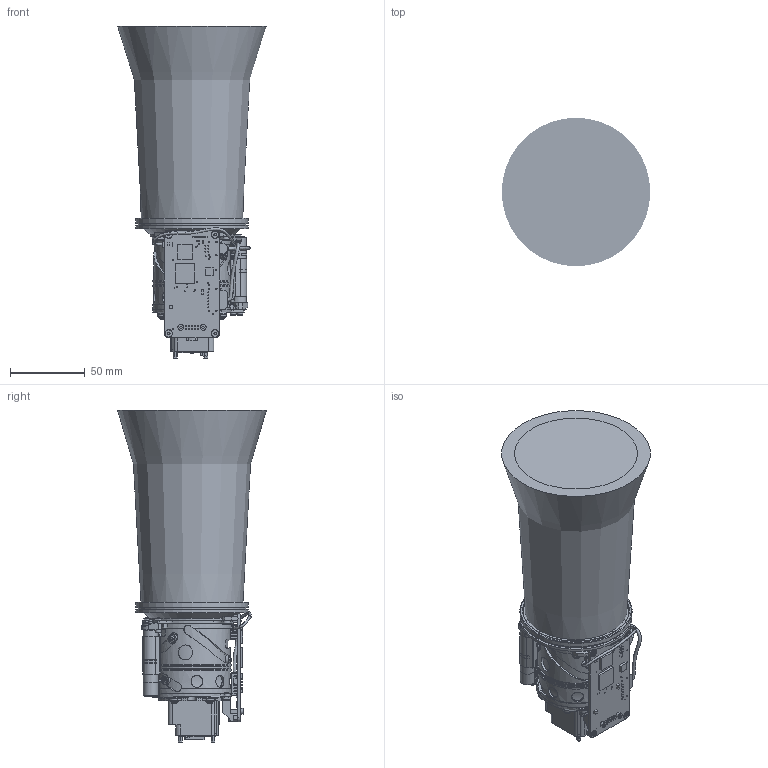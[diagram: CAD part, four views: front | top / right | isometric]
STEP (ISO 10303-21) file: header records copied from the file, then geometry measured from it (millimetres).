
FILE_DESCRIPTION (( 'STEP AP214' ), '1' );
FILE_NAME ('20-70042 Mechanical ICD, Vinden 75T Core RevA.STEP', '2024-10-15T17:49:14', ( '' ), ( '' ), 'SwSTEP 2.0', 'SolidWorks 2023', '' );
FILE_SCHEMA (( 'AUTOMOTIVE_DESIGN' ));
Length unit declared in the file: millimetre
Products named in the file (1): 20-70042 Mechanical ICD, Vinden 75T Core RevA
Bounding box: 99.2 x 99.2 x 221.62 mm (x, y, z)
Volume: 1180717.1 mm3; surface area: 130908.4 mm2
Topology: 12 solids, 46 shells, 4112 faces, 10433 edges, 6797 vertices
Faces by surface type: plane 2487, cylinder 893, bspline 459, cone 255, torus 12, sphere 6
Full cylindrical faces by diameter (mm): 0.5 x17, 0.6 x25, 0.65 x22, 0.9 x8, 1.25 x2, 1.3 x12, 1.5 x1, 1.6 x16, 2 x20, 2.1 x4, 2.15 x5, 2.2 x15, 2.272 x12, 2.5 x10, 2.9 x2, 3 x8, 3.3 x12, 3.5 x2, 3.8 x12, 4 x4, 4.2 x6, 4.5 x2, 4.8 x4, 5 x18, 5.4 x2, 5.6 x4, 6 x1, 6.1 x5, 6.429 x1, 8 x4
Entity records: 157222 total; most frequent: CARTESIAN_POINT 63562, ORIENTED_EDGE 19310, DIRECTION 18024, EDGE_CURVE 9655, VERTEX_POINT 6479, LINE 6244, VECTOR 6244, AXIS2_PLACEMENT_3D 5890
